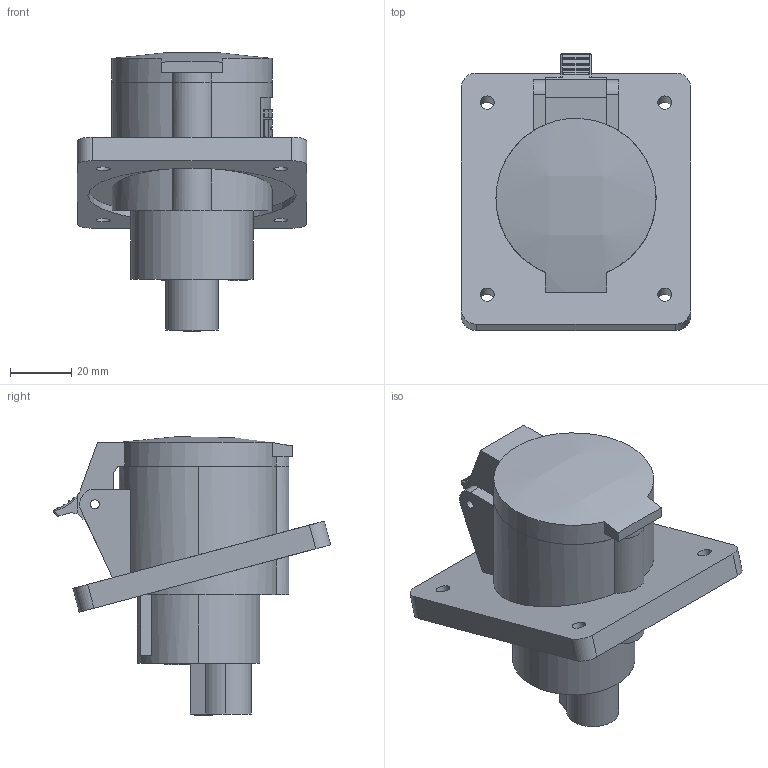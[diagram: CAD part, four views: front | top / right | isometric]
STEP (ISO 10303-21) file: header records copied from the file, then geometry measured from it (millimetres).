
FILE_DESCRIPTION (( 'STEP AP214' ), '1' );
FILE_NAME ('PSN41-016-3 Ðîçåòêà âñòðàèâàåìàÿ ÑÑÈ-413 16À-6÷_200-250Â 2Ð+PÅ IP44 MAGNUM ÈÝÊ1.STEP', '2025-09-17T07:33:59', ( '' ), ( '' ), 'SwSTEP 2.0', 'SolidWorks 2022', '' );
FILE_SCHEMA (( 'AUTOMOTIVE_DESIGN' ));
Length unit declared in the file: millimetre
Products named in the file (1): PSN41-016-3 Розетка встраиваемая ССИ-413 16А-6ч_200-250В 2Р+PЕ IP44 MAGNUM ИЭК1
Bounding box: 75 x 90.53 x 90.97 mm (x, y, z)
Volume: 138799.2 mm3; surface area: 55114.7 mm2
Topology: 8 solids, 10 shells, 479 faces, 1216 edges, 789 vertices
Faces by surface type: plane 251, cylinder 172, bspline 36, cone 12, sphere 4, torus 4
Entity records: 17298 total; most frequent: CARTESIAN_POINT 5511, ORIENTED_EDGE 2404, DIRECTION 2381, EDGE_CURVE 1202, AXIS2_PLACEMENT_3D 858, VERTEX_POINT 789, LINE 665, VECTOR 665
